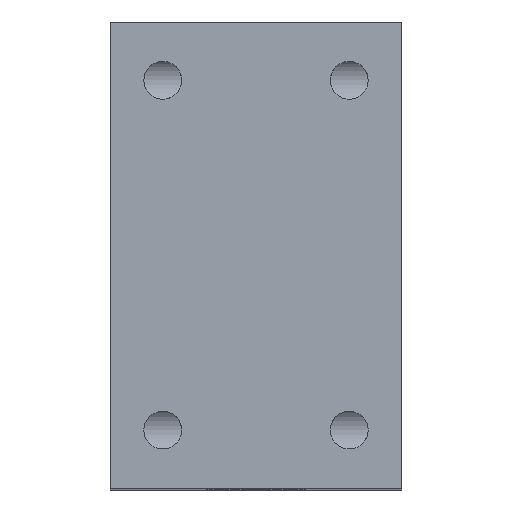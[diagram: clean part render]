
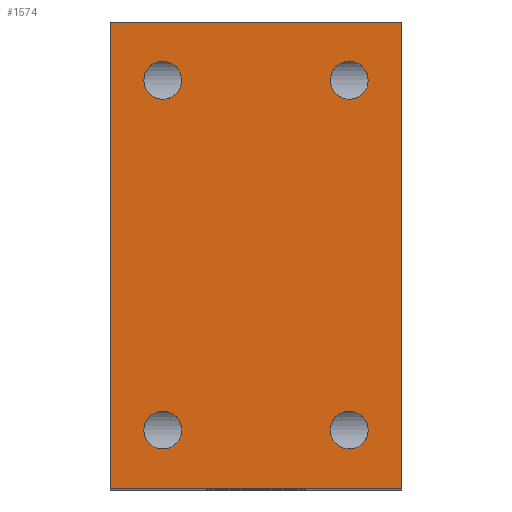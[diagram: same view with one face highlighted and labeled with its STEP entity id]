
A CAD part, top view. The second image highlights one B-rep face of the part: STEP entity #1574.
In plain terms, the highlighted planar face has unit normal (0, 0, 1).
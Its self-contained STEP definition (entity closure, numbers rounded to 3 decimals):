
#664 = ORIENTED_EDGE ( 'NONE', *, *, #3574, .F. ) ;
#665 = ORIENTED_EDGE ( 'NONE', *, *, #3572, .T. ) ;
#666 = ORIENTED_EDGE ( 'NONE', *, *, #3454, .T. ) ;
#667 = ORIENTED_EDGE ( 'NONE', *, *, #3570, .F. ) ;
#668 = ORIENTED_EDGE ( 'NONE', *, *, #9226, .T. ) ;
#669 = ORIENTED_EDGE ( 'NONE', *, *, #3445, .T. ) ;
#670 = ORIENTED_EDGE ( 'NONE', *, *, #9214, .T. ) ;
#671 = ORIENTED_EDGE ( 'NONE', *, *, #3451, .T. ) ;
#672 = ORIENTED_EDGE ( 'NONE', *, *, #9218, .T. ) ;
#673 = ORIENTED_EDGE ( 'NONE', *, *, #3449, .T. ) ;
#674 = ORIENTED_EDGE ( 'NONE', *, *, #9222, .T. ) ;
#675 = ORIENTED_EDGE ( 'NONE', *, *, #3447, .T. ) ;
#1017 = VERTEX_POINT ( 'NONE', #1243 ) ;
#1018 = VERTEX_POINT ( 'NONE', #1244 ) ;
#1021 = VERTEX_POINT ( 'NONE', #1247 ) ;
#1022 = VERTEX_POINT ( 'NONE', #1248 ) ;
#1185 = VERTEX_POINT ( 'NONE', #8919 ) ;
#1187 = VERTEX_POINT ( 'NONE', #8921 ) ;
#1191 = VERTEX_POINT ( 'NONE', #4146 ) ;
#1192 = VERTEX_POINT ( 'NONE', #4149 ) ;
#1243 = CARTESIAN_POINT ( 'NONE',  ( 6.379, 15., 80. ) ) ;
#1244 = CARTESIAN_POINT ( 'NONE',  ( 9.621, 15., 80. ) ) ;
#1247 = CARTESIAN_POINT ( 'NONE',  ( -6.379, 15., 80. ) ) ;
#1248 = CARTESIAN_POINT ( 'NONE',  ( -9.621, 15., 80. ) ) ;
#1574 = ADVANCED_FACE ( 'NONE', ( #2861, #2859, #2862, #2864, #2856 ), #4816, .T. ) ;
#2364 = EDGE_LOOP ( 'NONE', ( #674, #675 ) ) ;
#2535 = EDGE_LOOP ( 'NONE', ( #668, #669 ) ) ;
#2546 = EDGE_LOOP ( 'NONE', ( #664, #665, #666, #667 ) ) ;
#2551 = EDGE_LOOP ( 'NONE', ( #672, #673 ) ) ;
#2552 = EDGE_LOOP ( 'NONE', ( #670, #671 ) ) ;
#2856 = FACE_BOUND ( 'NONE', #2364, .T. ) ;
#2859 = FACE_BOUND ( 'NONE', #2535, .T. ) ;
#2861 = FACE_OUTER_BOUND ( 'NONE', #2546, .T. ) ;
#2862 = FACE_BOUND ( 'NONE', #2552, .T. ) ;
#2864 = FACE_BOUND ( 'NONE', #2551, .T. ) ;
#3445 = EDGE_CURVE ( 'NONE', #1187, #1185, #6149, .T. ) ;
#3447 = EDGE_CURVE ( 'NONE', #1192, #1191, #6150, .T. ) ;
#3449 = EDGE_CURVE ( 'NONE', #1022, #1021, #6152, .T. ) ;
#3451 = EDGE_CURVE ( 'NONE', #1017, #1018, #6154, .T. ) ;
#3454 = EDGE_CURVE ( 'NONE', #9086, #9112, #6156, .T. ) ;
#3570 = EDGE_CURVE ( 'NONE', #9130, #9112, #6387, .T. ) ;
#3572 = EDGE_CURVE ( 'NONE', #9045, #9086, #6391, .T. ) ;
#3574 = EDGE_CURVE ( 'NONE', #9045, #9130, #6395, .T. ) ;
#3971 = AXIS2_PLACEMENT_3D ( 'NONE', #4817, #4830, #4831 ) ;
#4102 = AXIS2_PLACEMENT_3D ( 'NONE', #7517, #7518, #7519 ) ;
#4103 = AXIS2_PLACEMENT_3D ( 'NONE', #7554, #7555, #7556 ) ;
#4104 = AXIS2_PLACEMENT_3D ( 'NONE', #7521, #7549, #7550 ) ;
#4107 = AXIS2_PLACEMENT_3D ( 'NONE', #7560, #7561, #7562 ) ;
#4122 = AXIS2_PLACEMENT_3D ( 'NONE', #8586, #8587, #8588 ) ;
#4125 = AXIS2_PLACEMENT_3D ( 'NONE', #8576, #8577, #8578 ) ;
#4129 = AXIS2_PLACEMENT_3D ( 'NONE', #8596, #8597, #8598 ) ;
#4130 = AXIS2_PLACEMENT_3D ( 'NONE', #8627, #8630, #8631 ) ;
#4146 = CARTESIAN_POINT ( 'NONE',  ( 9.621, -15., 80. ) ) ;
#4149 = CARTESIAN_POINT ( 'NONE',  ( 6.379, -15., 80. ) ) ;
#4816 = PLANE ( 'NONE',  #3971 ) ;
#4817 = CARTESIAN_POINT ( 'NONE',  ( 0., 0., 80. ) ) ;
#4830 = DIRECTION ( 'NONE',  ( 0., 0., 1. ) ) ;
#4831 = DIRECTION ( 'NONE',  ( 1., 0., 0. ) ) ;
#6148 = VECTOR ( 'NONE', #7570, 1000. ) ;
#6149 = CIRCLE ( 'NONE', #4102, 1.621 ) ;
#6150 = CIRCLE ( 'NONE', #4104, 1.621 ) ;
#6152 = CIRCLE ( 'NONE', #4103, 1.621 ) ;
#6154 = CIRCLE ( 'NONE', #4107, 1.621 ) ;
#6156 = LINE ( 'NONE', #7520, #6148 ) ;
#6387 = LINE ( 'NONE', #7801, #6388 ) ;
#6388 = VECTOR ( 'NONE', #7802, 1000. ) ;
#6391 = LINE ( 'NONE', #7805, #6392 ) ;
#6392 = VECTOR ( 'NONE', #7806, 1000. ) ;
#6395 = LINE ( 'NONE', #7809, #6396 ) ;
#6396 = VECTOR ( 'NONE', #7810, 1000. ) ;
#7517 = CARTESIAN_POINT ( 'NONE',  ( -8., -15., 80. ) ) ;
#7518 = DIRECTION ( 'NONE',  ( 0., 0., -1. ) ) ;
#7519 = DIRECTION ( 'NONE',  ( 1., 0., 0. ) ) ;
#7520 = CARTESIAN_POINT ( 'NONE',  ( -12.5, 0., 80. ) ) ;
#7521 = CARTESIAN_POINT ( 'NONE',  ( 8., -15., 80. ) ) ;
#7549 = DIRECTION ( 'NONE',  ( 0., 0., -1. ) ) ;
#7550 = DIRECTION ( 'NONE',  ( 1., 0., 0. ) ) ;
#7554 = CARTESIAN_POINT ( 'NONE',  ( -8., 15., 80. ) ) ;
#7555 = DIRECTION ( 'NONE',  ( 0., 0., -1. ) ) ;
#7556 = DIRECTION ( 'NONE',  ( 1., 0., 0. ) ) ;
#7560 = CARTESIAN_POINT ( 'NONE',  ( 8., 15., 80. ) ) ;
#7561 = DIRECTION ( 'NONE',  ( 0., 0., -1. ) ) ;
#7562 = DIRECTION ( 'NONE',  ( 1., 0., 0. ) ) ;
#7570 = DIRECTION ( 'NONE',  ( 0., -1., 0. ) ) ;
#7801 = CARTESIAN_POINT ( 'NONE',  ( 12.5, -20., 80. ) ) ;
#7802 = DIRECTION ( 'NONE',  ( -1., 0., 0. ) ) ;
#7805 = CARTESIAN_POINT ( 'NONE',  ( 0., 20., 80. ) ) ;
#7806 = DIRECTION ( 'NONE',  ( -1., 0., 0. ) ) ;
#7809 = CARTESIAN_POINT ( 'NONE',  ( 12.5, 20., 80. ) ) ;
#7810 = DIRECTION ( 'NONE',  ( 0., -1., 0. ) ) ;
#8394 = CARTESIAN_POINT ( 'NONE',  ( 12.5, 20., 80. ) ) ;
#8435 = CARTESIAN_POINT ( 'NONE',  ( -12.5, 20., 80. ) ) ;
#8461 = CARTESIAN_POINT ( 'NONE',  ( -12.5, -20., 80. ) ) ;
#8476 = CARTESIAN_POINT ( 'NONE',  ( 12.5, -20., 80. ) ) ;
#8576 = CARTESIAN_POINT ( 'NONE',  ( 8., 15., 80. ) ) ;
#8577 = DIRECTION ( 'NONE',  ( 0., 0., -1. ) ) ;
#8578 = DIRECTION ( 'NONE',  ( 1., 0., 0. ) ) ;
#8586 = CARTESIAN_POINT ( 'NONE',  ( -8., 15., 80. ) ) ;
#8587 = DIRECTION ( 'NONE',  ( 0., 0., -1. ) ) ;
#8588 = DIRECTION ( 'NONE',  ( 1., 0., 0. ) ) ;
#8596 = CARTESIAN_POINT ( 'NONE',  ( 8., -15., 80. ) ) ;
#8597 = DIRECTION ( 'NONE',  ( 0., 0., -1. ) ) ;
#8598 = DIRECTION ( 'NONE',  ( 1., 0., 0. ) ) ;
#8627 = CARTESIAN_POINT ( 'NONE',  ( -8., -15., 80. ) ) ;
#8630 = DIRECTION ( 'NONE',  ( 0., 0., -1. ) ) ;
#8631 = DIRECTION ( 'NONE',  ( 1., 0., 0. ) ) ;
#8858 = CIRCLE ( 'NONE', #4125, 1.621 ) ;
#8864 = CIRCLE ( 'NONE', #4122, 1.621 ) ;
#8871 = CIRCLE ( 'NONE', #4129, 1.621 ) ;
#8876 = CIRCLE ( 'NONE', #4130, 1.621 ) ;
#8919 = CARTESIAN_POINT ( 'NONE',  ( -6.379, -15., 80. ) ) ;
#8921 = CARTESIAN_POINT ( 'NONE',  ( -9.621, -15., 80. ) ) ;
#9045 = VERTEX_POINT ( 'NONE', #8394 ) ;
#9086 = VERTEX_POINT ( 'NONE', #8435 ) ;
#9112 = VERTEX_POINT ( 'NONE', #8461 ) ;
#9130 = VERTEX_POINT ( 'NONE', #8476 ) ;
#9214 = EDGE_CURVE ( 'NONE', #1018, #1017, #8858, .T. ) ;
#9218 = EDGE_CURVE ( 'NONE', #1021, #1022, #8864, .T. ) ;
#9222 = EDGE_CURVE ( 'NONE', #1191, #1192, #8871, .T. ) ;
#9226 = EDGE_CURVE ( 'NONE', #1185, #1187, #8876, .T. ) ;
